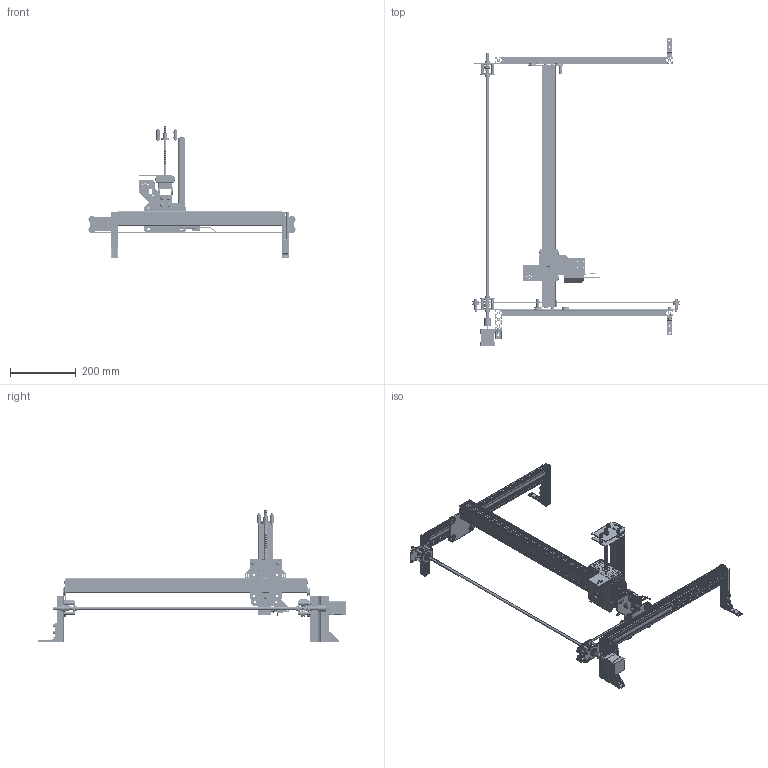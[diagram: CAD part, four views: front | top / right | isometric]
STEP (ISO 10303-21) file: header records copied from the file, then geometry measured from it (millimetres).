
FILE_DESCRIPTION(/* description */ ('STEP AP242','CAx-IF Rec.Pracs.---Representation and Presentation of Product Manufacturing Information (PMI)---4.0---2014-10-13','CAx-IF Rec.Pracs.---3D Tessellated Geometry---0.4---2014-09-14','2;1'),/* implementation_level */ '2;1');
FILE_NAME(/* name */ '626c528534cb946acc069785',/* time_stamp */ '2022-04-29T21:03:04+00:00',/* author */ (''),/* organization */ (''),/* preprocessor_version */ 'ST-DEVELOPER v18.101',/* originating_system */ ' ',/* authorisation */ ' ');
FILE_SCHEMA (('AP242_MANAGED_MODEL_BASED_3D_ENGINEERING_MIM_LF { 1 0 10303 442 1 1 4 }'));
Length unit declared in the file: metre
Products named in the file (54): Assembly 1 Copy 1; bearing 5mm x 5mm x 16mm; M5 washer; Inventables idler wheel detailed; Y motor mount plate; Misumi SMKB5-30 spacer 30x5mm; Inventables 25312-16 #12 al spacer 0.5 in 12.7mm; PnP head top plate; RoboDigg gt2 20 pulley 8mm bore; M5 nut; M5 x25; M5 x10; 608ZZ flanged bearing; V-wheel; Y pulley side plate; Misumi HTJ5 self-tapping screw; Inventables 25312-17 #12 al spacer 0.625 in 15.875mm; Misumi HBLFSNK5 single side tab bracket with side supports; M5 precision washer; HFS5-140 Misumi 20x20 extrusion 140mm with holes -a; M5 for extrusions; M5 x35; Y idlers holder plate; M5 x12; Z motor mount plate; Y roller left plate; Part 1; Misumi HBLTSW5 bracket thick, 90deg, double screws; Misumi SCCN8-6 shaft collar; NEMA17 stepper motor; HFS5-53 Misumi 20x20 extrusion 53mm; HFS5-80 Misumi 20x20 extrusion 140mm; Makerslide 750mm; Y roller right plate; HFS5-2060-140 Misumi 20x60 extrusion 140mm; Makerslide 500mm; Rubber mount BGOMA12160 (Misumi) on 2mm plates; Tweezers; Misumi HBLSS5 thin bracket; Gantry back plate ...
Assembly tree (182 placements, depth 2):
  Assembly 1 Copy 1
    bearing 5mm x 5mm x 16mm  x8
    bearing 5mm x 5mm x 16mm  x8
    M5 washer  x29
    Inventables idler wheel detailed  x4
    Y motor mount plate
    Misumi SMKB5-30 spacer 30x5mm  x8
    Inventables 25312-16 #12 al spacer 0.5 in 12.7mm  x4
    PnP head top plate
    RoboDigg gt2 20 pulley 8mm bore  x2
    M5 nut  x7
    M5 x25  x2
    M5 x10
    608ZZ flanged bearing  x4
    V-wheel  x16
    Y pulley side plate  x2
    Misumi HTJ5 self-tapping screw  x16
    bearing 5mm x 5mm x 16mm  x8
    Inventables 25312-17 #12 al spacer 0.625 in 15.875mm  x2
    Misumi HBLFSNK5 single side tab bracket with side supports
    M5 precision washer  x3
    HFS5-140 Misumi 20x20 extrusion 140mm with holes -a  x2
    M5 for extrusions  x2
    M5 x35  x4
    Y idlers holder plate
    M5 x12  x4
    Z motor mount plate
    Y roller left plate
    Part 1
    Misumi HBLTSW5 bracket thick, 90deg, double screws  x2
    Misumi SCCN8-6 shaft collar  x4
    NEMA17 stepper motor
    HFS5-53 Misumi 20x20 extrusion 53mm  x3
    HFS5-80 Misumi 20x20 extrusion 140mm
    Makerslide 750mm  x2
    Y roller right plate
    HFS5-2060-140 Misumi 20x60 extrusion 140mm
    Makerslide 500mm  x2
    Rubber mount BGOMA12160 (Misumi) on 2mm plates  x3
    Tweezers
    Misumi HBLSS5 thin bracket
    Gantry back plate
    M5 x8  x4
    Makerslide 250mm
    Robodigg Tr8x8 nut
    M5 x10 low head
    Nema17 stepper motor 40mm body 150mm threaded shaft
    Y bearing plate  x2
    PnP head nut mount plate
    tube, 8mm outer dia, 815mm
    SOLENOID
    Part 1
    Gantry front plate
    coupler 20x25mm 5mm to 8mm
Bounding box: 628.98 x 934.4 x 401.1 mm (x, y, z)
Volume: 1625335.6 mm3; surface area: 1459571.4 mm2
Topology: 182 solids, 182 shells, 3683 faces, 9301 edges, 6167 vertices
Faces by surface type: plane 2439, cylinder 1000, cone 239, bspline 3, torus 1, sphere 1
Full cylindrical faces by diameter (mm): 1 x4, 2.459 x8, 2.5 x4, 3 x8, 3.1 x6, 3.2 x4, 3.4 x4, 3.5 x8, 3.56 x6, 4.2 x23, 5 x95, 5.1 x73, 5.2 x11, 5.5 x16, 5.8 x4, 6 x1, 6.6 x2, 7.15 x10, 7.5 x2, 8 x97, 8.8 x16, 8.9 x8, 9 x8, 9.3 x6, 10 x49, 11 x16, 12 x6, 12.7 x1, 13.5 x1, 14 x24
Entity records: 58362 total; most frequent: CARTESIAN_POINT 9875, DIRECTION 9764, ORIENTED_EDGE 8886, EDGE_CURVE 4443, LINE 3258, VECTOR 3258, AXIS2_PLACEMENT_3D 3253, VERTEX_POINT 3181
